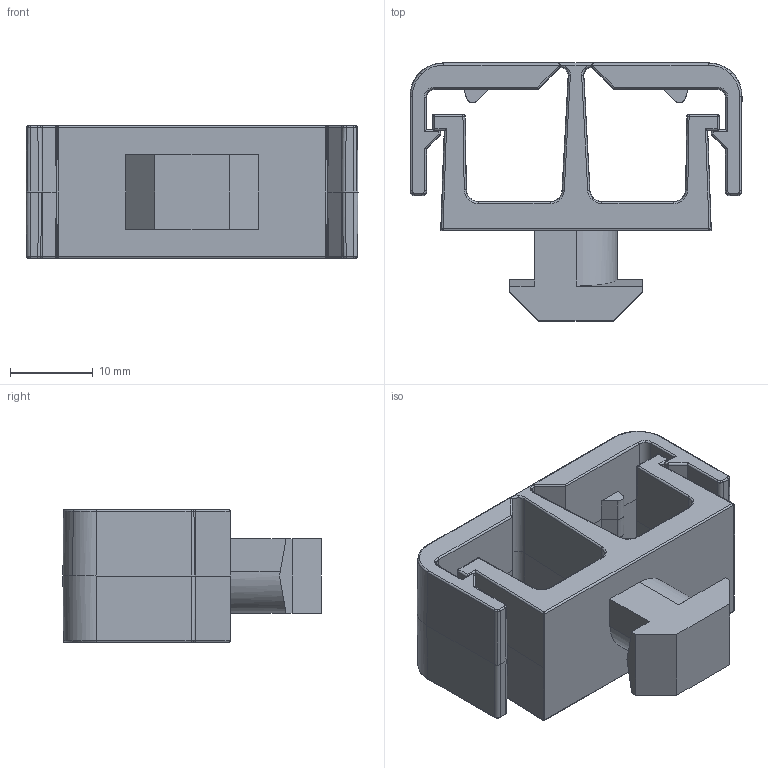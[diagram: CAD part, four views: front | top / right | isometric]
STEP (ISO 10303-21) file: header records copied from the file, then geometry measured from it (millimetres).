
FILE_DESCRIPTION (( 'STEP AP203' ), '1' );
FILE_NAME ('151280.step', '2021-06-03T16:05:59', ( '' ), ( '' ), 'SwSTEP 2.0', 'SolidWorks 2021', '' );
FILE_SCHEMA (( 'CONFIG_CONTROL_DESIGN' ));
Length unit declared in the file: millimetre
Products named in the file (1): 151280
Bounding box: 40 x 31.1 x 16 mm (x, y, z)
Volume: 7051 mm3; surface area: 5650.1 mm2
Topology: 1 solids, 1 shells, 338 faces, 799 edges, 460 vertices
Faces by surface type: cylinder 144, plane 118, bspline 56, sphere 12, cone 8
Entity records: 9996 total; most frequent: CARTESIAN_POINT 2994, ORIENTED_EDGE 1598, DIRECTION 1275, EDGE_CURVE 799, VERTEX_POINT 460, VECTOR 441, LINE 441, AXIS2_PLACEMENT_3D 417
